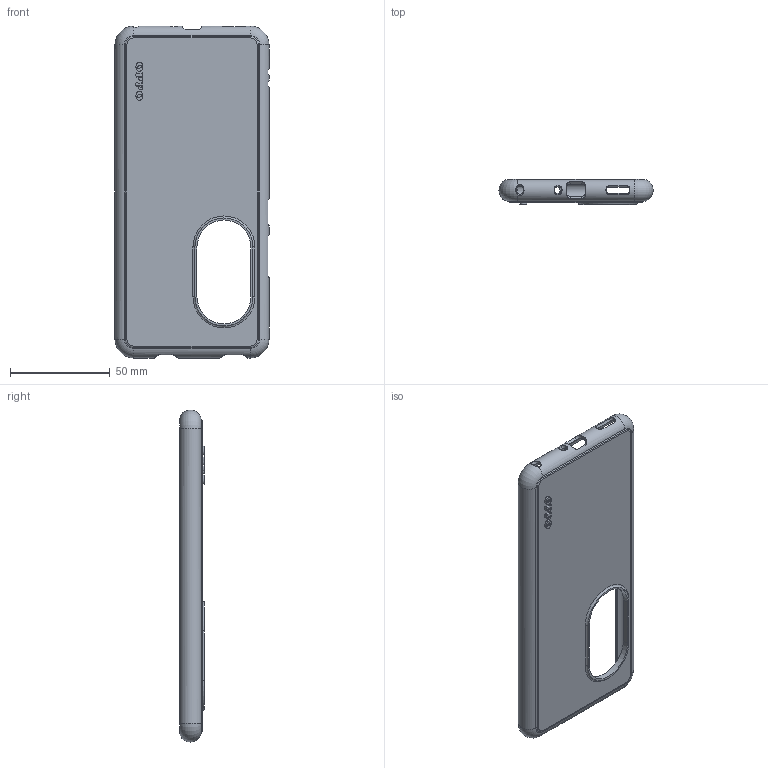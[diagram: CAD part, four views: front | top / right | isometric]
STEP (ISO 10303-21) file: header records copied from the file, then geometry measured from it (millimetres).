
FILE_DESCRIPTION(('3DEXPERIENCE STEP','CAx-IF Rec.Pracs.--- Model Styling and Organization---1.5--- 2016-08-15','CAx-IF Rec.Pracs.---Supplemental Geometry---1.0---2011-11-01','CAx-IF Rec.Pracs.--- Composite Materials ---1.1---2010-07-15'),'2;1');
FILE_NAME('ResultFile.step','2024-06-27T11:08:39+00:00',('none'),('none'),'3DEXPERIENCE Platform3D Asset Translator 4.2.3','3DEXPERIENCE Platform STEP AP214 v3','none');
FILE_SCHEMA(('AUTOMOTIVE_DESIGN { 1 0 10303 214 1 1 1 1 }'));
Length unit declared in the file: millimetre
Products named in the file (1): ResultFile
Bounding box: 77.1 x 12.39 x 166.1 mm (x, y, z)
Volume: 27540.1 mm3; surface area: 32003.5 mm2
Topology: 1 solids, 1 shells, 245 faces, 716 edges, 480 vertices
Faces by surface type: extrusion 90, plane 51, bspline 42, cylinder 32, torus 30
Entity records: 14995 total; most frequent: CARTESIAN_POINT 9142, ORIENTED_EDGE 1432, EDGE_CURVE 716, DIRECTION 597, B_SPLINE_CURVE_WITH_KNOTS 483, VERTEX_POINT 480, VECTOR 290, EDGE_LOOP 274
